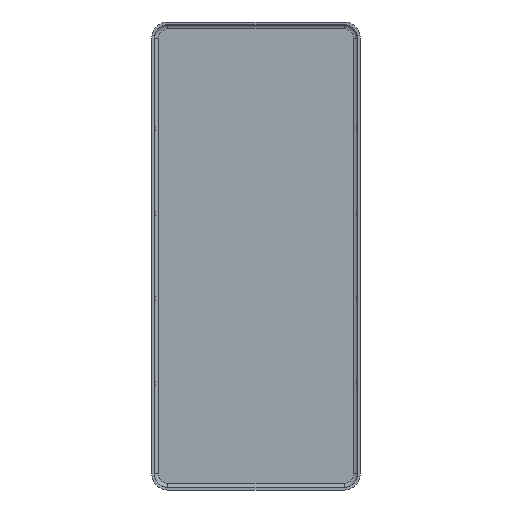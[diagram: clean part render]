
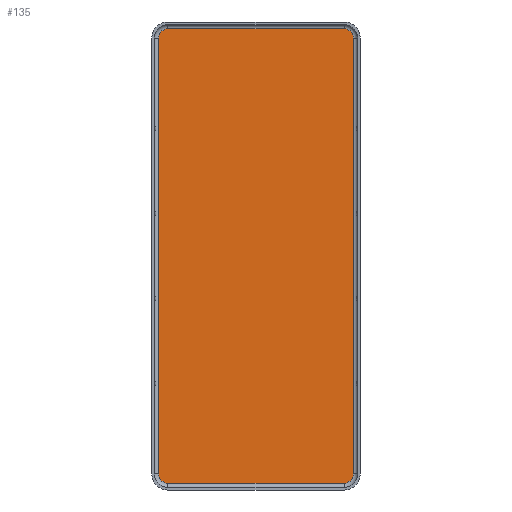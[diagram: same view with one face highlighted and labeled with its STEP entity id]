
A CAD part, front view. The second image highlights one B-rep face of the part: STEP entity #135.
In plain terms, the highlighted planar face has unit normal (0, -1, 0).
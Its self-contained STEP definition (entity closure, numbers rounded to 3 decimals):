
#135 = ADVANCED_FACE( 'NONE', ( #297 ), #298, .T. );
#297 = FACE_OUTER_BOUND( '', #474, .T. );
#298 = PLANE( '', #475 );
#474 = EDGE_LOOP( '', ( #782, #783, #784, #785, #786, #787, #788, #789 ) );
#475 = AXIS2_PLACEMENT_3D( '', #790, #791, #792 );
#782 = ORIENTED_EDGE( '', *, *, #987, .F. );
#783 = ORIENTED_EDGE( '', *, *, #1039, .F. );
#784 = ORIENTED_EDGE( '', *, *, #1035, .F. );
#785 = ORIENTED_EDGE( '', *, *, #945, .T. );
#786 = ORIENTED_EDGE( '', *, *, #990, .T. );
#787 = ORIENTED_EDGE( '', *, *, #977, .F. );
#788 = ORIENTED_EDGE( '', *, *, #1048, .T. );
#789 = ORIENTED_EDGE( '', *, *, #1049, .T. );
#790 = CARTESIAN_POINT( '', ( 10.35, 0., -25.6 ) );
#791 = DIRECTION( '', ( 0., -1., 0. ) );
#792 = DIRECTION( '', ( 0., 0., -1. ) );
#945 = EDGE_CURVE( 'NONE', #1099, #1097, #1100, .T. );
#977 = EDGE_CURVE( 'NONE', #1150, #1152, #1153, .T. );
#987 = EDGE_CURVE( 'NONE', #1167, #1169, #1170, .T. );
#990 = EDGE_CURVE( 'NONE', #1097, #1152, #1173, .T. );
#1035 = EDGE_CURVE( 'NONE', #1099, #1237, #1238, .T. );
#1039 = EDGE_CURVE( 'NONE', #1237, #1167, #1242, .T. );
#1048 = EDGE_CURVE( 'NONE', #1150, #1255, #1256, .T. );
#1049 = EDGE_CURVE( 'NONE', #1255, #1169, #1257, .T. );
#1097 = VERTEX_POINT( 'NONE', #1310 );
#1099 = VERTEX_POINT( 'NONE', #1312 );
#1100 = CIRCLE( '', #1313, 1.1 );
#1150 = VERTEX_POINT( 'NONE', #1378 );
#1152 = VERTEX_POINT( 'NONE', #1380 );
#1153 = CIRCLE( '', #1381, 1.1 );
#1167 = VERTEX_POINT( 'NONE', #1398 );
#1169 = VERTEX_POINT( 'NONE', #1400 );
#1170 = LINE( '', #1401, #1402 );
#1173 = LINE( '', #1405, #1406 );
#1237 = VERTEX_POINT( 'NONE', #1482 );
#1238 = LINE( '', #1483, #1484 );
#1242 = CIRCLE( '', #1488, 1.1 );
#1255 = VERTEX_POINT( 'NONE', #1503 );
#1256 = LINE( '', #1504, #1505 );
#1257 = CIRCLE( '', #1506, 1.1 );
#1310 = CARTESIAN_POINT( '', ( 10.35, 0., 26.7 ) );
#1312 = CARTESIAN_POINT( '', ( 11.45, 0., 25.6 ) );
#1313 = AXIS2_PLACEMENT_3D( '', #1560, #1561, #1562 );
#1378 = CARTESIAN_POINT( '', ( -11.45, 0., 25.6 ) );
#1380 = CARTESIAN_POINT( '', ( -10.35, 0., 26.7 ) );
#1381 = AXIS2_PLACEMENT_3D( '', #1611, #1612, #1613 );
#1398 = CARTESIAN_POINT( '', ( 10.35, 0., -26.7 ) );
#1400 = CARTESIAN_POINT( '', ( -10.35, 0., -26.7 ) );
#1401 = CARTESIAN_POINT( '', ( 10.35, 0., -26.7 ) );
#1402 = VECTOR( '', #1629, 1000. );
#1405 = CARTESIAN_POINT( '', ( 10.35, 0., 26.7 ) );
#1406 = VECTOR( '', #1633, 1000. );
#1482 = CARTESIAN_POINT( '', ( 11.45, 0., -25.6 ) );
#1483 = CARTESIAN_POINT( '', ( 11.45, 0., 0. ) );
#1484 = VECTOR( '', #1697, 1000. );
#1488 = AXIS2_PLACEMENT_3D( '', #1701, #1702, #1703 );
#1503 = CARTESIAN_POINT( '', ( -11.45, 0., -25.6 ) );
#1504 = CARTESIAN_POINT( '', ( -11.45, 0., 0. ) );
#1505 = VECTOR( '', #1712, 1000. );
#1506 = AXIS2_PLACEMENT_3D( '', #1713, #1714, #1715 );
#1560 = CARTESIAN_POINT( '', ( 10.35, 0., 25.6 ) );
#1561 = DIRECTION( '', ( 0., -1., 0. ) );
#1562 = DIRECTION( '', ( 0., 0., -1. ) );
#1611 = CARTESIAN_POINT( '', ( -10.35, 0., 25.6 ) );
#1612 = DIRECTION( '', ( 0., 1., 0. ) );
#1613 = DIRECTION( '', ( 0., 0., -1. ) );
#1629 = DIRECTION( '', ( -1., 0., 0. ) );
#1633 = DIRECTION( '', ( -1., 0., 0. ) );
#1697 = DIRECTION( '', ( 0., 0., -1. ) );
#1701 = CARTESIAN_POINT( '', ( 10.35, 0., -25.6 ) );
#1702 = DIRECTION( '', ( 0., 1., 0. ) );
#1703 = DIRECTION( '', ( 0., 0., 1. ) );
#1712 = DIRECTION( '', ( 0., 0., -1. ) );
#1713 = CARTESIAN_POINT( '', ( -10.35, 0., -25.6 ) );
#1714 = DIRECTION( '', ( 0., -1., 0. ) );
#1715 = DIRECTION( '', ( 0., 0., 1. ) );
